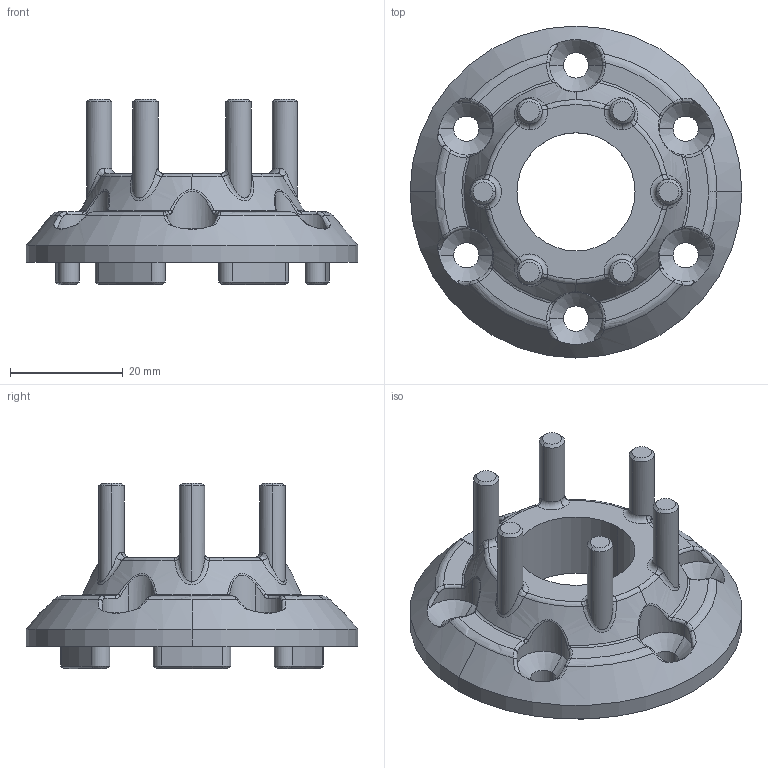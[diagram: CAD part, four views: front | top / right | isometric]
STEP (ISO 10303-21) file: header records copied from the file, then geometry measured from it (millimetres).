
FILE_DESCRIPTION (( 'STEP AP203' ), '1' );
FILE_NAME ('TBDD-ABEC.STEP', '2022-08-26T14:16:40', ( '' ), ( '' ), 'SwSTEP 2.0', 'SolidWorks 2021', '' );
FILE_SCHEMA (( 'CONFIG_CONTROL_DESIGN' ));
Length unit declared in the file: millimetre
Products named in the file (1): TBDD-ABEC
Bounding box: 59 x 59 x 33 mm (x, y, z)
Volume: 21372 mm3; surface area: 9877 mm2
Topology: 1 solids, 1 shells, 261 faces, 632 edges, 375 vertices
Faces by surface type: cylinder 76, cone 60, bspline 60, torus 43, plane 22
Entity records: 11001 total; most frequent: CARTESIAN_POINT 5085, ORIENTED_EDGE 1264, DIRECTION 1234, EDGE_CURVE 632, AXIS2_PLACEMENT_3D 552, VERTEX_POINT 375, CIRCLE 350, EDGE_LOOP 277
